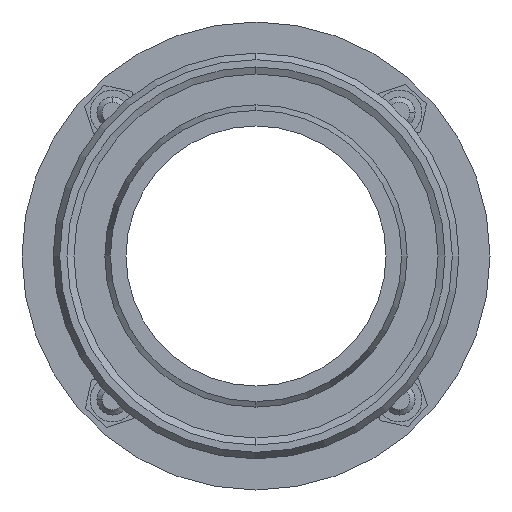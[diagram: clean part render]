
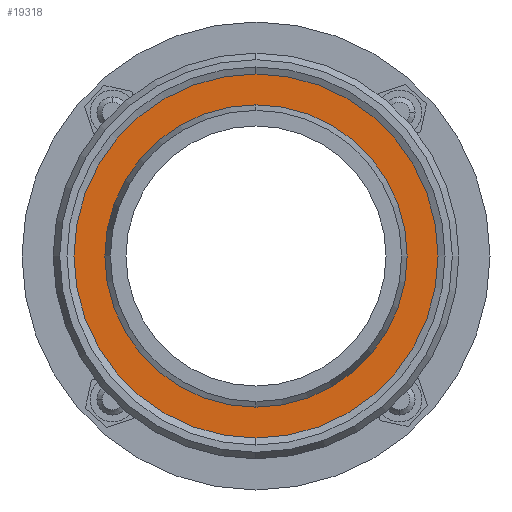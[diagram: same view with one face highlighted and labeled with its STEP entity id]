
A CAD part, left-side view. The second image highlights one B-rep face of the part: STEP entity #19318.
In plain terms, the highlighted planar face has unit normal (-1, 0, 0).
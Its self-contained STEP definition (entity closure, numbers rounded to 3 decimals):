
#627 = DIRECTION ( 'NONE',  ( 0., 0., 1. ) ) ;
#857 = CIRCLE ( 'NONE', #29915, 36.35 ) ;
#2800 = EDGE_LOOP ( 'NONE', ( #35680, #25359 ) ) ;
#4330 = CIRCLE ( 'NONE', #33394, 27.6 ) ;
#5540 = VERTEX_POINT ( 'NONE', #24642 ) ;
#6242 = DIRECTION ( 'NONE',  ( 1., 0., 0. ) ) ;
#6461 = FACE_BOUND ( 'NONE', #37481, .T. ) ;
#9281 = FACE_OUTER_BOUND ( 'NONE', #2800, .T. ) ;
#10366 = CARTESIAN_POINT ( 'NONE',  ( -70., 0., 0. ) ) ;
#11784 = DIRECTION ( 'NONE',  ( 0., 0., 1. ) ) ;
#12215 = CARTESIAN_POINT ( 'NONE',  ( -70., 0., 0. ) ) ;
#13126 = AXIS2_PLACEMENT_3D ( 'NONE', #26658, #17106, #42697 ) ;
#15840 = AXIS2_PLACEMENT_3D ( 'NONE', #22512, #6242, #19481 ) ;
#16772 = CARTESIAN_POINT ( 'NONE',  ( -70., 0., 36.35 ) ) ;
#17106 = DIRECTION ( 'NONE',  ( -1., 0., 0. ) ) ;
#18851 = ORIENTED_EDGE ( 'NONE', *, *, #33159, .F. ) ;
#19318 = ADVANCED_FACE ( 'NONE', ( #6461, #9281 ), #19699, .F. ) ;
#19481 = DIRECTION ( 'NONE',  ( 0., 0., -1. ) ) ;
#19699 = PLANE ( 'NONE',  #15840 ) ;
#20990 = CIRCLE ( 'NONE', #25148, 27.6 ) ;
#22512 = CARTESIAN_POINT ( 'NONE',  ( -70., 36.35, 0. ) ) ;
#23297 = VERTEX_POINT ( 'NONE', #37284 ) ;
#23674 = EDGE_CURVE ( 'NONE', #23297, #42734, #857, .T. ) ;
#24020 = DIRECTION ( 'NONE',  ( -1., 0., 0. ) ) ;
#24327 = EDGE_CURVE ( 'NONE', #5540, #29479, #20990, .T. ) ;
#24642 = CARTESIAN_POINT ( 'NONE',  ( -70., 0., -27.6 ) ) ;
#25004 = CARTESIAN_POINT ( 'NONE',  ( -70., 0., 27.6 ) ) ;
#25148 = AXIS2_PLACEMENT_3D ( 'NONE', #33412, #29529, #26057 ) ;
#25359 = ORIENTED_EDGE ( 'NONE', *, *, #23674, .T. ) ;
#26057 = DIRECTION ( 'NONE',  ( 0., 0., 1. ) ) ;
#26658 = CARTESIAN_POINT ( 'NONE',  ( -70., 0., 0. ) ) ;
#28888 = EDGE_CURVE ( 'NONE', #42734, #23297, #33886, .T. ) ;
#29479 = VERTEX_POINT ( 'NONE', #25004 ) ;
#29529 = DIRECTION ( 'NONE',  ( -1., 0., 0. ) ) ;
#29915 = AXIS2_PLACEMENT_3D ( 'NONE', #10366, #24020, #627 ) ;
#33159 = EDGE_CURVE ( 'NONE', #29479, #5540, #4330, .T. ) ;
#33394 = AXIS2_PLACEMENT_3D ( 'NONE', #12215, #34995, #11784 ) ;
#33412 = CARTESIAN_POINT ( 'NONE',  ( -70., 0., 0. ) ) ;
#33886 = CIRCLE ( 'NONE', #13126, 36.35 ) ;
#34995 = DIRECTION ( 'NONE',  ( -1., 0., 0. ) ) ;
#35680 = ORIENTED_EDGE ( 'NONE', *, *, #28888, .T. ) ;
#36921 = ORIENTED_EDGE ( 'NONE', *, *, #24327, .F. ) ;
#37284 = CARTESIAN_POINT ( 'NONE',  ( -70., 0., -36.35 ) ) ;
#37481 = EDGE_LOOP ( 'NONE', ( #18851, #36921 ) ) ;
#42697 = DIRECTION ( 'NONE',  ( 0., 0., 1. ) ) ;
#42734 = VERTEX_POINT ( 'NONE', #16772 ) ;
